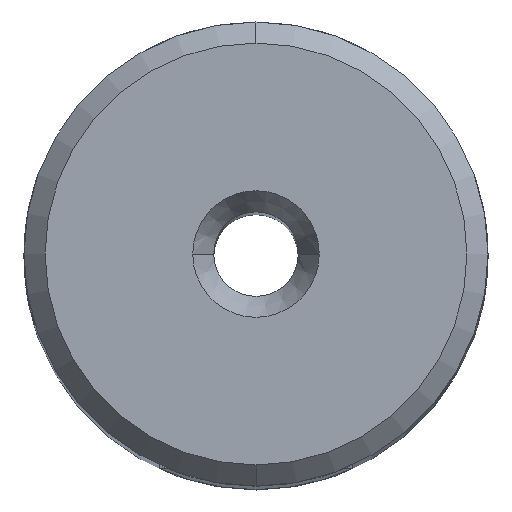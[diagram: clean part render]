
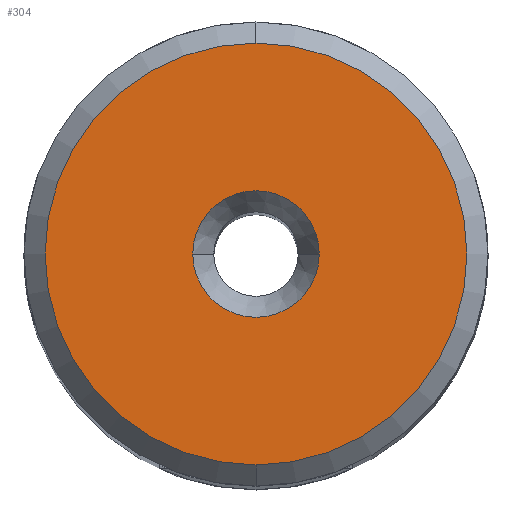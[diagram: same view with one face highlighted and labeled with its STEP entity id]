
A CAD part, top view. The second image highlights one B-rep face of the part: STEP entity #304.
In plain terms, the highlighted planar face has unit normal (0, 0, 1).
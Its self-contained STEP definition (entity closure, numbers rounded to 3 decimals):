
#33=PLANE('',#1164);
#53=FACE_BOUND('',#428,.T.);
#54=FACE_BOUND('',#429,.T.);
#304=ADVANCED_FACE('',(#53,#54),#33,.T.);
#428=EDGE_LOOP('',(#655,#656));
#429=EDGE_LOOP('',(#657,#658));
#655=ORIENTED_EDGE('',*,*,#1006,.T.);
#656=ORIENTED_EDGE('',*,*,#906,.T.);
#657=ORIENTED_EDGE('',*,*,#1007,.F.);
#658=ORIENTED_EDGE('',*,*,#913,.F.);
#804=VERTEX_POINT('',#1667);
#805=VERTEX_POINT('',#1668);
#811=VERTEX_POINT('',#1681);
#812=VERTEX_POINT('',#1683);
#906=EDGE_CURVE('',#804,#805,#1037,.T.);
#913=EDGE_CURVE('',#811,#812,#1041,.T.);
#1006=EDGE_CURVE('',#805,#804,#1063,.T.);
#1007=EDGE_CURVE('',#812,#811,#1064,.T.);
#1037=CIRCLE('',#1114,10.);
#1041=CIRCLE('',#1119,3.);
#1063=CIRCLE('',#1162,10.);
#1064=CIRCLE('',#1163,3.);
#1114=AXIS2_PLACEMENT_3D('',#1666,#1266,#1267);
#1119=AXIS2_PLACEMENT_3D('',#1682,#1279,#1280);
#1162=AXIS2_PLACEMENT_3D('',#2161,#1400,#1401);
#1163=AXIS2_PLACEMENT_3D('',#2162,#1402,#1403);
#1164=AXIS2_PLACEMENT_3D('',#2163,#1404,#1405);
#1266=DIRECTION('',(0.,0.,1.));
#1267=DIRECTION('',(0.,1.,0.));
#1279=DIRECTION('',(0.,0.,1.));
#1280=DIRECTION('',(1.,0.,0.));
#1400=DIRECTION('',(0.,0.,1.));
#1401=DIRECTION('',(0.,1.,0.));
#1402=DIRECTION('',(0.,0.,1.));
#1403=DIRECTION('',(1.,0.,0.));
#1404=DIRECTION('',(0.,0.,1.));
#1405=DIRECTION('',(-1.,0.,0.));
#1666=CARTESIAN_POINT('',(0.,0.,0.));
#1667=CARTESIAN_POINT('',(0.,10.,0.));
#1668=CARTESIAN_POINT('',(0.,-10.,0.));
#1681=CARTESIAN_POINT('',(-3.,0.,0.));
#1682=CARTESIAN_POINT('',(0.,0.,0.));
#1683=CARTESIAN_POINT('',(3.,0.,0.));
#2161=CARTESIAN_POINT('',(0.,0.,0.));
#2162=CARTESIAN_POINT('',(0.,0.,0.));
#2163=CARTESIAN_POINT('',(0.,11.,0.));
